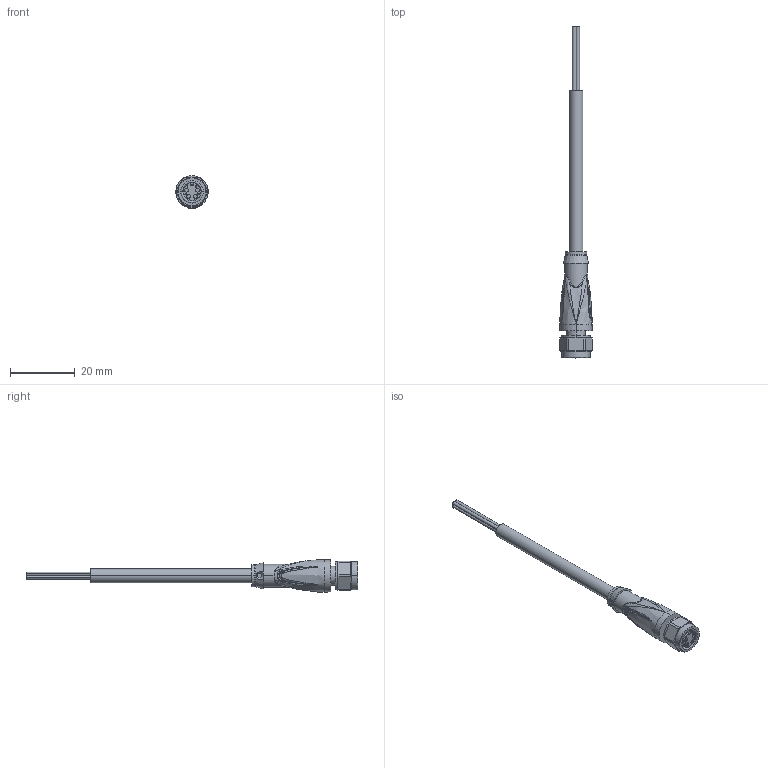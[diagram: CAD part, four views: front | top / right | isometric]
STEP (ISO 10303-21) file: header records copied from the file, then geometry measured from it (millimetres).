
FILE_DESCRIPTION(('STEP AP214'),'1');
FILE_NAME('cctmp_CD05A404-5888-4187-ACFC-9DF7250C0FA1_2022_04_27_10_37_19_0493..stp','2022-04-27T08:37:21',('KiM GmbH'),('CADClick - www.CADClick.com'),'Spatial InterOp 3D postprocessed',' ','unknown authorization');
FILE_SCHEMA(('AUTOMOTIVE_DESIGN'));
Length unit declared in the file: millimetre
Products named in the file (7): T197029_1; Connection2; Cable; Connection1; Connection1_2; Connection1_1; T197029
Assembly tree (6 placements, depth 4):
  T197029
    T197029_1
      Connection2
      Cable
      Connection1
        Connection1_2
        Connection1_1
Bounding box: 10 x 102.9 x 10.15 mm (x, y, z)
Volume: 2629.9 mm3; surface area: 2815.1 mm2
Topology: 9 solids, 9 shells, 595 faces, 1540 edges, 983 vertices
Faces by surface type: plane 312, cylinder 113, bspline 100, cone 32, torus 26, extrusion 12
Entity records: 63353 total; most frequent: CARTESIAN_POINT 46431, ORIENTED_EDGE 3080, DIRECTION 2562, EDGE_CURVE 1540, VERTEX_POINT 983, STYLED_ITEM 880, PRESENTATION_STYLE_ASSIGNMENT 880, VECTOR 878
